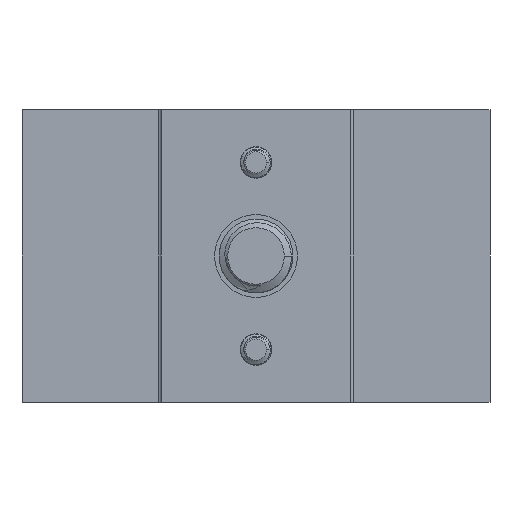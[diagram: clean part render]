
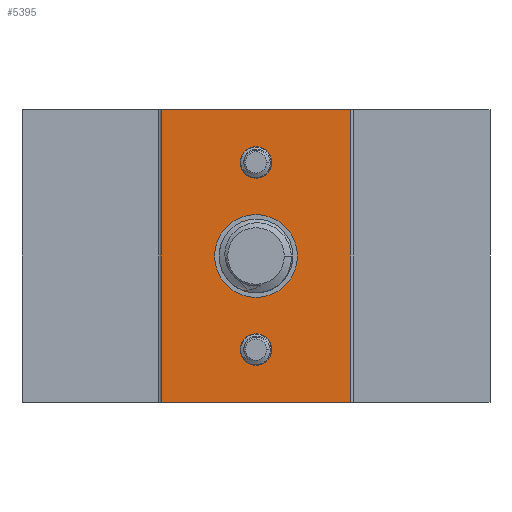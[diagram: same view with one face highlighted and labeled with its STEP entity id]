
A CAD part, front view. The second image highlights one B-rep face of the part: STEP entity #5395.
In plain terms, the highlighted planar face has unit normal (0, -1, 0).
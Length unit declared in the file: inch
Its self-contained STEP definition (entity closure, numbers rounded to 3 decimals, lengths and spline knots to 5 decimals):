
#179 = EDGE_CURVE ( 'NONE', #13439, #4735, #3622, .T. ) ;
#354 = DIRECTION ( 'NONE',  ( 0., 1., 0. ) ) ;
#412 = DIRECTION ( 'NONE',  ( 0., 0., 1. ) ) ;
#489 = VECTOR ( 'NONE', #9529, 39.37008 ) ;
#767 = EDGE_CURVE ( 'NONE', #2717, #3117, #11408, .T. ) ;
#981 = EDGE_CURVE ( 'NONE', #5033, #2160, #9215, .T. ) ;
#1200 = AXIS2_PLACEMENT_3D ( 'NONE', #5373, #13661, #6576 ) ;
#1391 = FACE_BOUND ( 'NONE', #9800, .T. ) ;
#1829 = AXIS2_PLACEMENT_3D ( 'NONE', #13731, #6640, #14934 ) ;
#1867 = AXIS2_PLACEMENT_3D ( 'NONE', #14652, #7550, #412 ) ;
#2160 = VERTEX_POINT ( 'NONE', #6050 ) ;
#2545 = EDGE_LOOP ( 'NONE', ( #13295, #13404 ) ) ;
#2717 = VERTEX_POINT ( 'NONE', #6792 ) ;
#2890 = DIRECTION ( 'NONE',  ( 0., -1., 0. ) ) ;
#3074 = LINE ( 'NONE', #6152, #6272 ) ;
#3117 = VERTEX_POINT ( 'NONE', #9524 ) ;
#3293 = EDGE_LOOP ( 'NONE', ( #5788, #13579 ) ) ;
#3429 = CARTESIAN_POINT ( 'NONE',  ( -0.6075, -1.5, 0.9375 ) ) ;
#3607 = AXIS2_PLACEMENT_3D ( 'NONE', #4421, #6212, #12547 ) ;
#3619 = DIRECTION ( 'NONE',  ( 1., 0., 0. ) ) ;
#3622 = LINE ( 'NONE', #11855, #489 ) ;
#3872 = LINE ( 'NONE', #13640, #7445 ) ;
#3893 = VERTEX_POINT ( 'NONE', #5302 ) ;
#3974 = DIRECTION ( 'NONE',  ( 0., 0., -1. ) ) ;
#4072 = CARTESIAN_POINT ( 'NONE',  ( 0., -1.5, -0.7015 ) ) ;
#4234 = PLANE ( 'NONE',  #1829 ) ;
#4363 = AXIS2_PLACEMENT_3D ( 'NONE', #9994, #2890, #11179 ) ;
#4402 = DIRECTION ( 'NONE',  ( 0., 0., -1. ) ) ;
#4421 = CARTESIAN_POINT ( 'NONE',  ( 0., -1.5, 0.6 ) ) ;
#4561 = FACE_OUTER_BOUND ( 'NONE', #12068, .T. ) ;
#4690 = CARTESIAN_POINT ( 'NONE',  ( -0.6075, -1.5, -0.9375 ) ) ;
#4723 = AXIS2_PLACEMENT_3D ( 'NONE', #9884, #12279, #3974 ) ;
#4735 = VERTEX_POINT ( 'NONE', #14325 ) ;
#4770 = VECTOR ( 'NONE', #4402, 39.37008 ) ;
#5033 = VERTEX_POINT ( 'NONE', #6704 ) ;
#5302 = CARTESIAN_POINT ( 'NONE',  ( 0., -1.5, -0.4985 ) ) ;
#5354 = DIRECTION ( 'NONE',  ( 1., 0., 0. ) ) ;
#5373 = CARTESIAN_POINT ( 'NONE',  ( 0., -1.5, 0.6 ) ) ;
#5395 = ADVANCED_FACE ( 'NONE', ( #10475, #13651, #1391, #4561 ), #4234, .T. ) ;
#5788 = ORIENTED_EDGE ( 'NONE', *, *, #7851, .T. ) ;
#5937 = VERTEX_POINT ( 'NONE', #4690 ) ;
#6009 = EDGE_CURVE ( 'NONE', #5937, #4735, #3074, .T. ) ;
#6050 = CARTESIAN_POINT ( 'NONE',  ( 0., -1.5, 0.7015 ) ) ;
#6152 = CARTESIAN_POINT ( 'NONE',  ( -1.5, -1.5, -0.9375 ) ) ;
#6212 = DIRECTION ( 'NONE',  ( 0., 1., 0. ) ) ;
#6272 = VECTOR ( 'NONE', #3619, 39.37008 ) ;
#6576 = DIRECTION ( 'NONE',  ( 0., 0., 1. ) ) ;
#6640 = DIRECTION ( 'NONE',  ( 0., -1., 0. ) ) ;
#6704 = CARTESIAN_POINT ( 'NONE',  ( 0., -1.5, 0.4985 ) ) ;
#6792 = CARTESIAN_POINT ( 'NONE',  ( 0., -1.5, -0.2655 ) ) ;
#7445 = VECTOR ( 'NONE', #5354, 39.37008 ) ;
#7496 = CARTESIAN_POINT ( 'NONE',  ( 0., -1.5, -0.6 ) ) ;
#7550 = DIRECTION ( 'NONE',  ( 0., 1., 0. ) ) ;
#7851 = EDGE_CURVE ( 'NONE', #3893, #11326, #15132, .T. ) ;
#8663 = DIRECTION ( 'NONE',  ( 0., 0., 1. ) ) ;
#9215 = CIRCLE ( 'NONE', #3607, 0.1015 ) ;
#9294 = AXIS2_PLACEMENT_3D ( 'NONE', #7496, #354, #8663 ) ;
#9429 = ORIENTED_EDGE ( 'NONE', *, *, #15160, .T. ) ;
#9524 = CARTESIAN_POINT ( 'NONE',  ( 0., -1.5, 0.2655 ) ) ;
#9529 = DIRECTION ( 'NONE',  ( 0., 0., -1. ) ) ;
#9797 = VERTEX_POINT ( 'NONE', #3429 ) ;
#9800 = EDGE_LOOP ( 'NONE', ( #12850, #9924 ) ) ;
#9884 = CARTESIAN_POINT ( 'NONE',  ( 0., -1.5, 0. ) ) ;
#9924 = ORIENTED_EDGE ( 'NONE', *, *, #10090, .F. ) ;
#9994 = CARTESIAN_POINT ( 'NONE',  ( 0., -1.5, 0. ) ) ;
#10090 = EDGE_CURVE ( 'NONE', #3117, #2717, #13358, .T. ) ;
#10144 = EDGE_CURVE ( 'NONE', #9797, #13439, #3872, .T. ) ;
#10475 = FACE_BOUND ( 'NONE', #3293, .T. ) ;
#10678 = LINE ( 'NONE', #12693, #4770 ) ;
#11179 = DIRECTION ( 'NONE',  ( 0., 0., -1. ) ) ;
#11326 = VERTEX_POINT ( 'NONE', #4072 ) ;
#11408 = CIRCLE ( 'NONE', #4723, 0.2655 ) ;
#11855 = CARTESIAN_POINT ( 'NONE',  ( 0.6075, -1.5, 0.9375 ) ) ;
#11977 = EDGE_CURVE ( 'NONE', #2160, #5033, #13530, .T. ) ;
#12068 = EDGE_LOOP ( 'NONE', ( #12857, #14728, #9429, #14630 ) ) ;
#12279 = DIRECTION ( 'NONE',  ( 0., -1., 0. ) ) ;
#12547 = DIRECTION ( 'NONE',  ( 0., 0., 1. ) ) ;
#12577 = CARTESIAN_POINT ( 'NONE',  ( 0.6075, -1.5, 0.9375 ) ) ;
#12693 = CARTESIAN_POINT ( 'NONE',  ( -0.6075, -1.5, 0.9375 ) ) ;
#12850 = ORIENTED_EDGE ( 'NONE', *, *, #767, .F. ) ;
#12857 = ORIENTED_EDGE ( 'NONE', *, *, #179, .F. ) ;
#13295 = ORIENTED_EDGE ( 'NONE', *, *, #11977, .T. ) ;
#13358 = CIRCLE ( 'NONE', #4363, 0.2655 ) ;
#13404 = ORIENTED_EDGE ( 'NONE', *, *, #981, .T. ) ;
#13439 = VERTEX_POINT ( 'NONE', #12577 ) ;
#13530 = CIRCLE ( 'NONE', #1200, 0.1015 ) ;
#13579 = ORIENTED_EDGE ( 'NONE', *, *, #15374, .T. ) ;
#13640 = CARTESIAN_POINT ( 'NONE',  ( -1.5, -1.5, 0.9375 ) ) ;
#13651 = FACE_BOUND ( 'NONE', #2545, .T. ) ;
#13661 = DIRECTION ( 'NONE',  ( 0., 1., 0. ) ) ;
#13731 = CARTESIAN_POINT ( 'NONE',  ( -1.5, -1.5, -0.9375 ) ) ;
#14325 = CARTESIAN_POINT ( 'NONE',  ( 0.6075, -1.5, -0.9375 ) ) ;
#14630 = ORIENTED_EDGE ( 'NONE', *, *, #6009, .T. ) ;
#14652 = CARTESIAN_POINT ( 'NONE',  ( 0., -1.5, -0.6 ) ) ;
#14728 = ORIENTED_EDGE ( 'NONE', *, *, #10144, .F. ) ;
#14813 = CIRCLE ( 'NONE', #9294, 0.1015 ) ;
#14934 = DIRECTION ( 'NONE',  ( 1., 0., 0. ) ) ;
#15132 = CIRCLE ( 'NONE', #1867, 0.1015 ) ;
#15160 = EDGE_CURVE ( 'NONE', #9797, #5937, #10678, .T. ) ;
#15374 = EDGE_CURVE ( 'NONE', #11326, #3893, #14813, .T. ) ;
